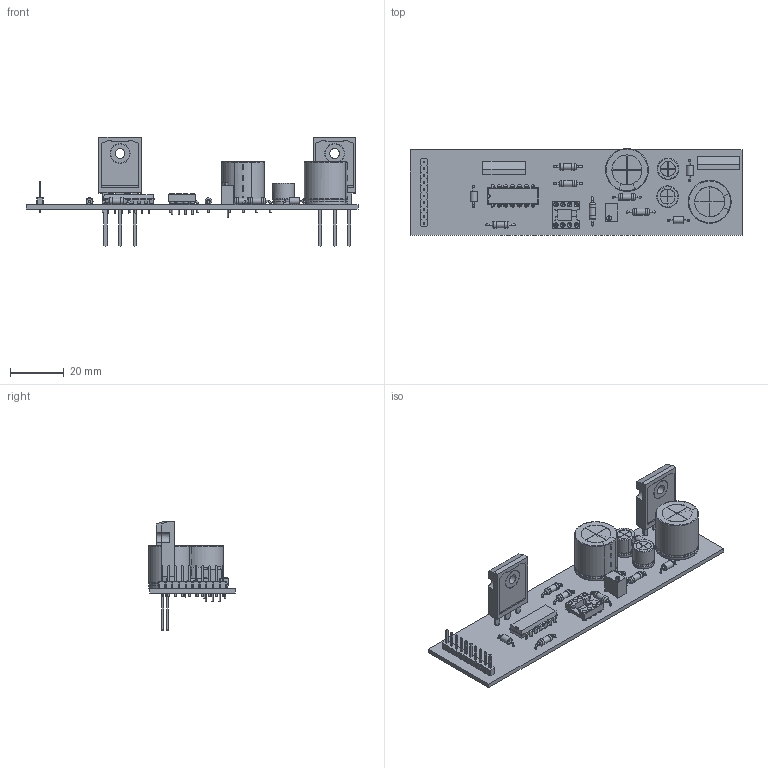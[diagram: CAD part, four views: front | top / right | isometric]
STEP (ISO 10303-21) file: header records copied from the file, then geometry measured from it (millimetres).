
FILE_DESCRIPTION(('KiCad electronic assembly'),'2;1');
FILE_NAME('psu.step','2023-05-03T12:08:08',('An Author'),('A Company'), 'Open CASCADE STEP processor 6.9','KiCad to STEP converter','Unknown' );
FILE_SCHEMA(('AUTOMOTIVE_DESIGN { 1 0 10303 214 1 1 1 1 }'));
Length unit declared in the file: millimetre
Products named in the file (20): Open CASCADE STEP translator 6.9 1; C_Axial_L3.8mm_D2.6mm_P7.50mm_Horizontal; SOLID; CP_Radial_D16.0mm_P7.50mm; CP_Radial_D8.0mm_P5.00mm; PinHeader_1x10_P2.54mm_Vertical; R_Axial_DIN0207_L6.3mm_D2.5mm_P10.16mm_Horizontal; Potentiometer_Bourns_3266Y_Vertical; DIP-14_W7.62mm; TO-247-3_Vertical; DIP-8_W7.62mm_Socket; COMPOUND
Assembly tree (29 placements, depth 3):
  Open CASCADE STEP translator 6.9 1
    C_Axial_L3.8mm_D2.6mm_P7.50mm_Horizontal  x3
      SOLID
    CP_Radial_D16.0mm_P7.50mm  x2
      SOLID
    CP_Radial_D8.0mm_P5.00mm  x2
      SOLID
    PinHeader_1x10_P2.54mm_Vertical
      SOLID
    R_Axial_DIN0207_L6.3mm_D2.5mm_P10.16mm_Horizontal  x6
      SOLID
    Potentiometer_Bourns_3266Y_Vertical
      SOLID
    DIP-14_W7.62mm
      SOLID
    TO-247-3_Vertical  x2
      SOLID
    DIP-8_W7.62mm_Socket
      SOLID
    COMPOUND
Bounding box: 124.08 x 32.47 x 41.1 mm (x, y, z)
Volume: 17849.4 mm3; surface area: 17240.7 mm2
Topology: 20 solids, 24 shells, 1213 faces, 2940 edges, 1893 vertices
Faces by surface type: plane 792, cylinder 277, bspline 58, torus 32, revolution 30, cone 24
Full cylindrical faces by diameter (mm): 0.46 x3, 0.5 x16, 0.508 x16, 0.6 x24, 0.8 x47, 0.9 x4, 1 x10, 1.2 x4, 1.5 x6, 1.524 x8, 1.724 x8, 1.78 x1, 2.25 x6, 2.34 x6, 2.5 x12, 2.6 x3, 3.61 x2, 7.19 x2, 7.4 x2
Entity records: 68918 total; most frequent: CARTESIAN_POINT 16181, DIRECTION 8600, LINE 5687, VECTOR 5687, ORIENTED_EDGE 4588, PCURVE 4588, DEFINITIONAL_REPRESENTATION 4588, EDGE_CURVE 2294
